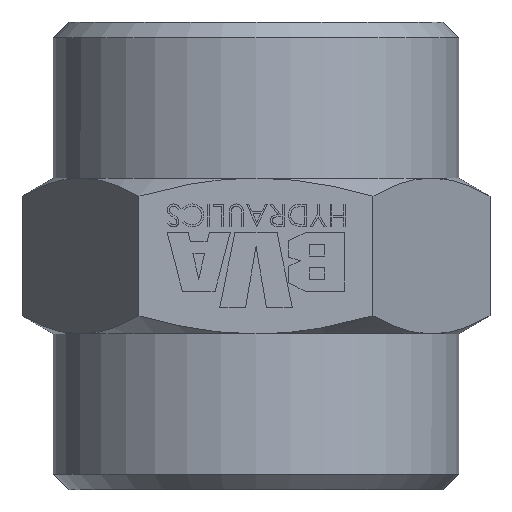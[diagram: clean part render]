
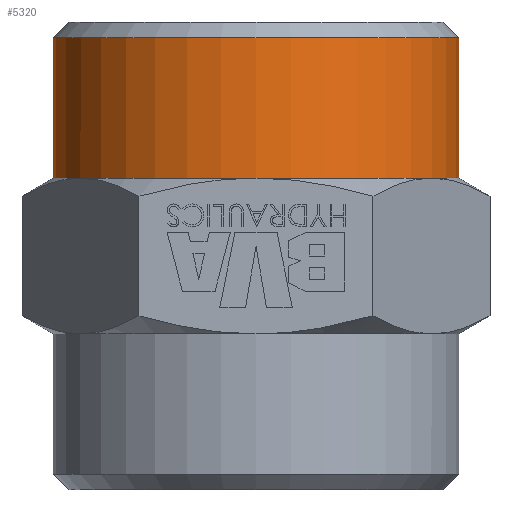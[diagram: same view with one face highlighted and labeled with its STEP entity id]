
A CAD part, front view. The second image highlights one B-rep face of the part: STEP entity #5320.
In plain terms, the highlighted cylindrical face has radius 13 mm (diameter 26 mm), a partial arc.
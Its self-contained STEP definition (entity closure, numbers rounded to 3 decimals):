
#241 = CARTESIAN_POINT ( 'NONE',  ( -13., 0., 5. ) ) ;
#815 = CIRCLE ( 'NONE', #3519, 13. ) ;
#1773 = CIRCLE ( 'NONE', #2666, 13. ) ;
#2154 = VERTEX_POINT ( 'NONE', #16665 ) ;
#2242 = CARTESIAN_POINT ( 'NONE',  ( 13., 0., 5. ) ) ;
#2666 = AXIS2_PLACEMENT_3D ( 'NONE', #8154, #9342, #15761 ) ;
#2686 = EDGE_CURVE ( 'NONE', #2154, #5608, #4109, .T. ) ;
#3519 = AXIS2_PLACEMENT_3D ( 'NONE', #10332, #9081, #6323 ) ;
#3943 = DIRECTION ( 'NONE',  ( 1., 0., 0. ) ) ;
#4109 = LINE ( 'NONE', #12153, #12773 ) ;
#4428 = DIRECTION ( 'NONE',  ( 0., 0., -1. ) ) ;
#4767 = ORIENTED_EDGE ( 'NONE', *, *, #13791, .T. ) ;
#4948 = CARTESIAN_POINT ( 'NONE',  ( 0., 0., 15. ) ) ;
#5056 = DIRECTION ( 'NONE',  ( 0., 0., -1. ) ) ;
#5199 = DIRECTION ( 'NONE',  ( 0., 0., -1. ) ) ;
#5303 = DIRECTION ( 'NONE',  ( 0., 0., 1. ) ) ;
#5308 = ORIENTED_EDGE ( 'NONE', *, *, #6656, .T. ) ;
#5320 = ADVANCED_FACE ( 'NONE', ( #6247 ), #5458, .T. ) ;
#5458 = CYLINDRICAL_SURFACE ( 'NONE', #11642, 13. ) ;
#5608 = VERTEX_POINT ( 'NONE', #2242 ) ;
#5668 = CARTESIAN_POINT ( 'NONE',  ( -13., 0., 15. ) ) ;
#5778 = EDGE_CURVE ( 'NONE', #13761, #12940, #815, .T. ) ;
#5849 = CIRCLE ( 'NONE', #14512, 13. ) ;
#6247 = FACE_OUTER_BOUND ( 'NONE', #12437, .T. ) ;
#6323 = DIRECTION ( 'NONE',  ( 1., 0., 0. ) ) ;
#6656 = EDGE_CURVE ( 'NONE', #12940, #10979, #1773, .T. ) ;
#7102 = CARTESIAN_POINT ( 'NONE',  ( 0., -13., 5. ) ) ;
#7568 = CARTESIAN_POINT ( 'NONE',  ( -13., 0., 14. ) ) ;
#7910 = DIRECTION ( 'NONE',  ( 0., 0., 1. ) ) ;
#7920 = ORIENTED_EDGE ( 'NONE', *, *, #13109, .T. ) ;
#8154 = CARTESIAN_POINT ( 'NONE',  ( 0., 0., 5. ) ) ;
#8486 = ORIENTED_EDGE ( 'NONE', *, *, #15076, .T. ) ;
#9065 = CARTESIAN_POINT ( 'NONE',  ( 0., 0., 14. ) ) ;
#9081 = DIRECTION ( 'NONE',  ( 0., 0., 1. ) ) ;
#9330 = ORIENTED_EDGE ( 'NONE', *, *, #5778, .T. ) ;
#9342 = DIRECTION ( 'NONE',  ( 0., 0., 1. ) ) ;
#9989 = ORIENTED_EDGE ( 'NONE', *, *, #2686, .F. ) ;
#10238 = EDGE_CURVE ( 'NONE', #13655, #13761, #11630, .T. ) ;
#10332 = CARTESIAN_POINT ( 'NONE',  ( 0., 0., 5. ) ) ;
#10631 = AXIS2_PLACEMENT_3D ( 'NONE', #14484, #7910, #14536 ) ;
#10979 = VERTEX_POINT ( 'NONE', #7102 ) ;
#11630 = LINE ( 'NONE', #5668, #13021 ) ;
#11642 = AXIS2_PLACEMENT_3D ( 'NONE', #4948, #5056, #14064 ) ;
#11792 = DIRECTION ( 'NONE',  ( 1., 0., 0. ) ) ;
#12153 = CARTESIAN_POINT ( 'NONE',  ( 13., 0., 15. ) ) ;
#12346 = ORIENTED_EDGE ( 'NONE', *, *, #10238, .T. ) ;
#12437 = EDGE_LOOP ( 'NONE', ( #9989, #8486, #12346, #9330, #5308, #4767, #7920 ) ) ;
#12773 = VECTOR ( 'NONE', #4428, 1000. ) ;
#12940 = VERTEX_POINT ( 'NONE', #15094 ) ;
#13021 = VECTOR ( 'NONE', #14682, 1000. ) ;
#13109 = EDGE_CURVE ( 'NONE', #13149, #5608, #14361, .T. ) ;
#13149 = VERTEX_POINT ( 'NONE', #15711 ) ;
#13655 = VERTEX_POINT ( 'NONE', #7568 ) ;
#13761 = VERTEX_POINT ( 'NONE', #241 ) ;
#13791 = EDGE_CURVE ( 'NONE', #10979, #13149, #16175, .T. ) ;
#14064 = DIRECTION ( 'NONE',  ( -1., 0., 0. ) ) ;
#14361 = CIRCLE ( 'NONE', #15917, 13. ) ;
#14484 = CARTESIAN_POINT ( 'NONE',  ( 0., 0., 5. ) ) ;
#14512 = AXIS2_PLACEMENT_3D ( 'NONE', #9065, #5199, #3943 ) ;
#14536 = DIRECTION ( 'NONE',  ( 1., 0., 0. ) ) ;
#14682 = DIRECTION ( 'NONE',  ( 0., 0., -1. ) ) ;
#15076 = EDGE_CURVE ( 'NONE', #2154, #13655, #5849, .T. ) ;
#15094 = CARTESIAN_POINT ( 'NONE',  ( -11.258, -6.5, 5. ) ) ;
#15661 = CARTESIAN_POINT ( 'NONE',  ( 0., 0., 5. ) ) ;
#15711 = CARTESIAN_POINT ( 'NONE',  ( 11.258, -6.5, 5. ) ) ;
#15761 = DIRECTION ( 'NONE',  ( 1., 0., 0. ) ) ;
#15917 = AXIS2_PLACEMENT_3D ( 'NONE', #15661, #5303, #11792 ) ;
#16175 = CIRCLE ( 'NONE', #10631, 13. ) ;
#16665 = CARTESIAN_POINT ( 'NONE',  ( 13., 0., 14. ) ) ;
